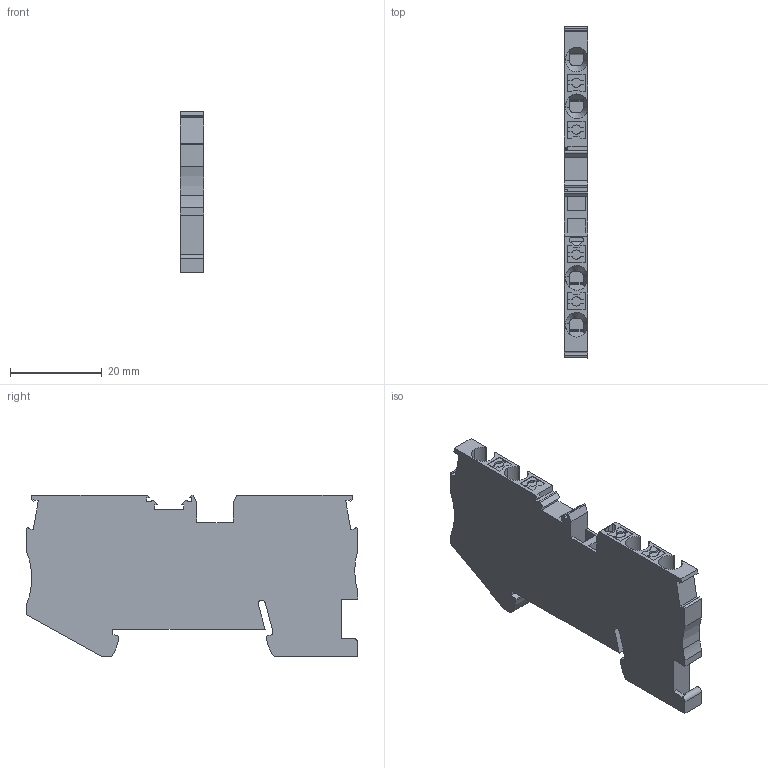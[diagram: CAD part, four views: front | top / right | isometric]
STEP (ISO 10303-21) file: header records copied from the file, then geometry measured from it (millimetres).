
FILE_DESCRIPTION(/* description */ ('Alibre Inc.'),/* implementation_level */ '2;1');
FILE_NAME(/* name */ 'export-69800D9D-2993-44F0-9D3F-6103C8580685',/* time_stamp */ '2020-11-12T10:50:30+01:00',/* author */ (''),/* organization */ (''),/* preprocessor_version */ 'ST-DEVELOPER v17',/* originating_system */ 'Alibre',/* authorisation */ '');
FILE_SCHEMA (('AUTOMOTIVE_DESIGN'));
Length unit declared in the file: millimetre
Bounding box: 5.15 x 72.2 x 35.25 mm (x, y, z)
Volume: 9561.1 mm3; surface area: 6808.7 mm2
Topology: 1 solids, 1 shells, 264 faces, 759 edges, 502 vertices
Faces by surface type: plane 201, cylinder 47, torus 12, cone 4
Entity records: 8598 total; most frequent: CARTESIAN_POINT 1808, ORIENTED_EDGE 1518, DIRECTION 1123, EDGE_CURVE 759, VECTOR 608, LINE 608, VERTEX_POINT 502, AXIS2_PLACEMENT_3D 362
